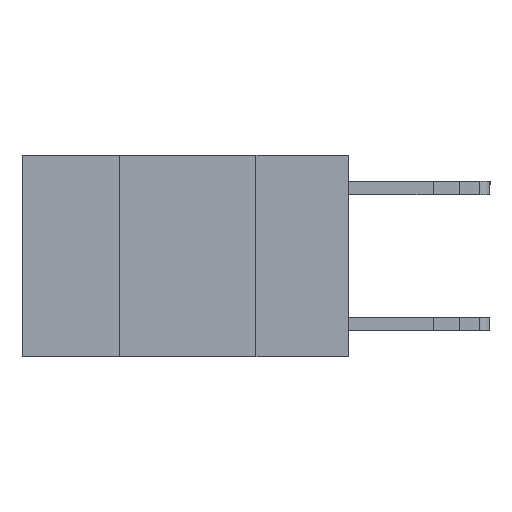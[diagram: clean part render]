
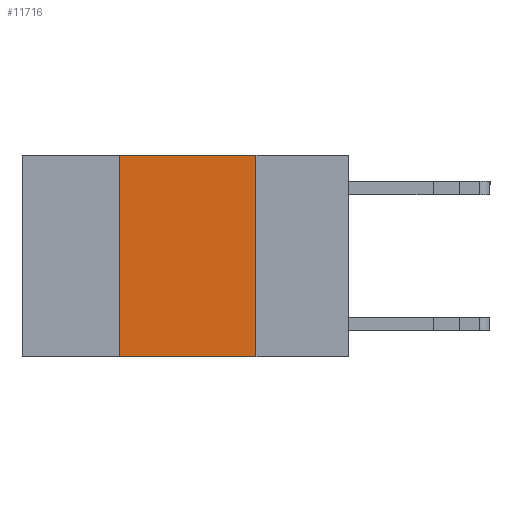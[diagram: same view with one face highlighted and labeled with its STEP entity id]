
A CAD part, left-side view. The second image highlights one B-rep face of the part: STEP entity #11716.
In plain terms, the highlighted planar face has unit normal (-1, 0, 0).
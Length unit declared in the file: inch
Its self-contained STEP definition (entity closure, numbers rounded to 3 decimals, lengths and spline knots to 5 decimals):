
#154 = LINE ( 'NONE', #2043, #9946 ) ;
#222 = FACE_OUTER_BOUND ( 'NONE', #9457, .T. ) ;
#732 = ORIENTED_EDGE ( 'NONE', *, *, #9336, .F. ) ;
#1243 = EDGE_CURVE ( 'NONE', #10076, #5806, #6313, .T. ) ;
#2043 = CARTESIAN_POINT ( 'NONE',  ( 0., 0.42, 0. ) ) ;
#2225 = VERTEX_POINT ( 'NONE', #7658 ) ;
#2646 = ORIENTED_EDGE ( 'NONE', *, *, #7953, .F. ) ;
#3555 = CARTESIAN_POINT ( 'NONE',  ( 0., 0.42, 0. ) ) ;
#3657 = DIRECTION ( 'NONE',  ( 0., -1., 0. ) ) ;
#4008 = DIRECTION ( 'NONE',  ( 0., 0., 1. ) ) ;
#4076 = PLANE ( 'NONE',  #4963 ) ;
#4320 = DIRECTION ( 'NONE',  ( 0., 0., -1. ) ) ;
#4657 = LINE ( 'NONE', #8554, #7334 ) ;
#4902 = DIRECTION ( 'NONE',  ( 0., -1., 0. ) ) ;
#4963 = AXIS2_PLACEMENT_3D ( 'NONE', #7922, #6295, #4320 ) ;
#5806 = VERTEX_POINT ( 'NONE', #8061 ) ;
#6241 = CARTESIAN_POINT ( 'NONE',  ( 0., 0.42, -0.37 ) ) ;
#6295 = DIRECTION ( 'NONE',  ( 1., 0., 0. ) ) ;
#6313 = LINE ( 'NONE', #12166, #11145 ) ;
#6979 = DIRECTION ( 'NONE',  ( 0., 0., -1. ) ) ;
#7223 = VECTOR ( 'NONE', #6979, 39.37008 ) ;
#7334 = VECTOR ( 'NONE', #4902, 39.37008 ) ;
#7638 = ORIENTED_EDGE ( 'NONE', *, *, #1243, .T. ) ;
#7658 = CARTESIAN_POINT ( 'NONE',  ( 0., 0.17, 0. ) ) ;
#7667 = CARTESIAN_POINT ( 'NONE',  ( 0., 0.17, 0. ) ) ;
#7922 = CARTESIAN_POINT ( 'NONE',  ( 0., 0.6, 0. ) ) ;
#7953 = EDGE_CURVE ( 'NONE', #2225, #5806, #9609, .T. ) ;
#8061 = CARTESIAN_POINT ( 'NONE',  ( 0., 0.17, -0.37 ) ) ;
#8554 = CARTESIAN_POINT ( 'NONE',  ( 0., 0.6, 0. ) ) ;
#9336 = EDGE_CURVE ( 'NONE', #12303, #2225, #4657, .T. ) ;
#9457 = EDGE_LOOP ( 'NONE', ( #2646, #732, #9962, #7638 ) ) ;
#9609 = LINE ( 'NONE', #7667, #7223 ) ;
#9946 = VECTOR ( 'NONE', #4008, 39.37008 ) ;
#9962 = ORIENTED_EDGE ( 'NONE', *, *, #10272, .F. ) ;
#10076 = VERTEX_POINT ( 'NONE', #6241 ) ;
#10272 = EDGE_CURVE ( 'NONE', #10076, #12303, #154, .T. ) ;
#11145 = VECTOR ( 'NONE', #3657, 39.37008 ) ;
#11716 = ADVANCED_FACE ( 'NONE', ( #222 ), #4076, .F. ) ;
#12166 = CARTESIAN_POINT ( 'NONE',  ( 0., 0.6, -0.37 ) ) ;
#12303 = VERTEX_POINT ( 'NONE', #3555 ) ;
